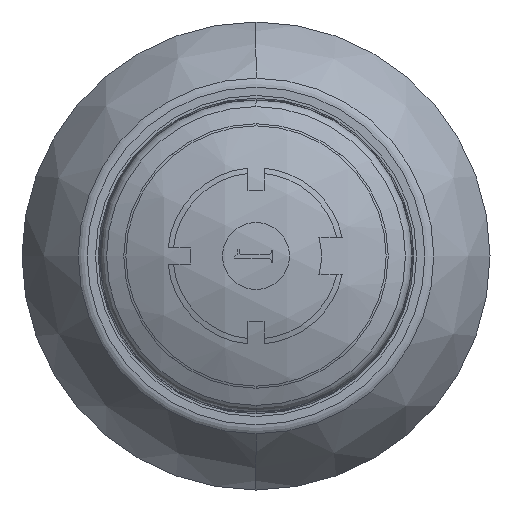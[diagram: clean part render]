
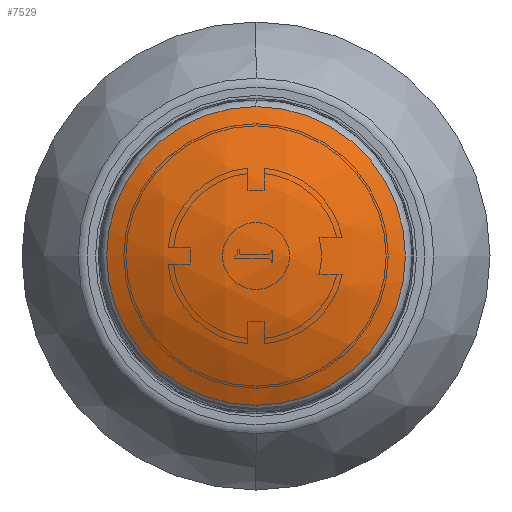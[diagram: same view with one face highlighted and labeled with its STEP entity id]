
A CAD part, front view. The second image highlights one B-rep face of the part: STEP entity #7529.
In plain terms, the highlighted spherical face has radius 11.125 mm.
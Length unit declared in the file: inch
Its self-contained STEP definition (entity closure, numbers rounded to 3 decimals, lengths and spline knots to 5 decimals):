
#490=SPHERICAL_SURFACE('',#7982,0.438);
#746=FACE_OUTER_BOUND('',#1167,.T.);
#1167=EDGE_LOOP('',(#5127,#5128));
#2838=CIRCLE('',#7977,0.21993);
#2842=CIRCLE('',#7983,0.21993);
#3132=VERTEX_POINT('',#10616);
#3133=VERTEX_POINT('',#10617);
#3929=EDGE_CURVE('',#3132,#3133,#2838,.T.);
#3933=EDGE_CURVE('',#3132,#3133,#2842,.T.);
#5127=ORIENTED_EDGE('',*,*,#3929,.F.);
#5128=ORIENTED_EDGE('',*,*,#3933,.T.);
#7529=ADVANCED_FACE('',(#746),#490,.T.);
#7977=AXIS2_PLACEMENT_3D('',#10618,#8660,#8661);
#7982=AXIS2_PLACEMENT_3D('',#10624,#8670,#8671);
#7983=AXIS2_PLACEMENT_3D('',#10625,#8672,#8673);
#8660=DIRECTION('center_axis',(0.,1.,0.));
#8661=DIRECTION('ref_axis',(-1.,0.,0.));
#8670=DIRECTION('center_axis',(1.,0.,0.));
#8671=DIRECTION('ref_axis',(0.,-1.,0.));
#8672=DIRECTION('center_axis',(0.,-1.,0.));
#8673=DIRECTION('ref_axis',(-1.,0.,0.));
#10616=CARTESIAN_POINT('',(0.,-0.65732,-0.21993));
#10617=CARTESIAN_POINT('',(0.,-0.65732,0.21993));
#10618=CARTESIAN_POINT('Origin',(0.,-0.65732,
0.));
#10624=CARTESIAN_POINT('Origin',(0.,-0.27853,
0.));
#10625=CARTESIAN_POINT('Origin',(0.,-0.65732,
0.));
